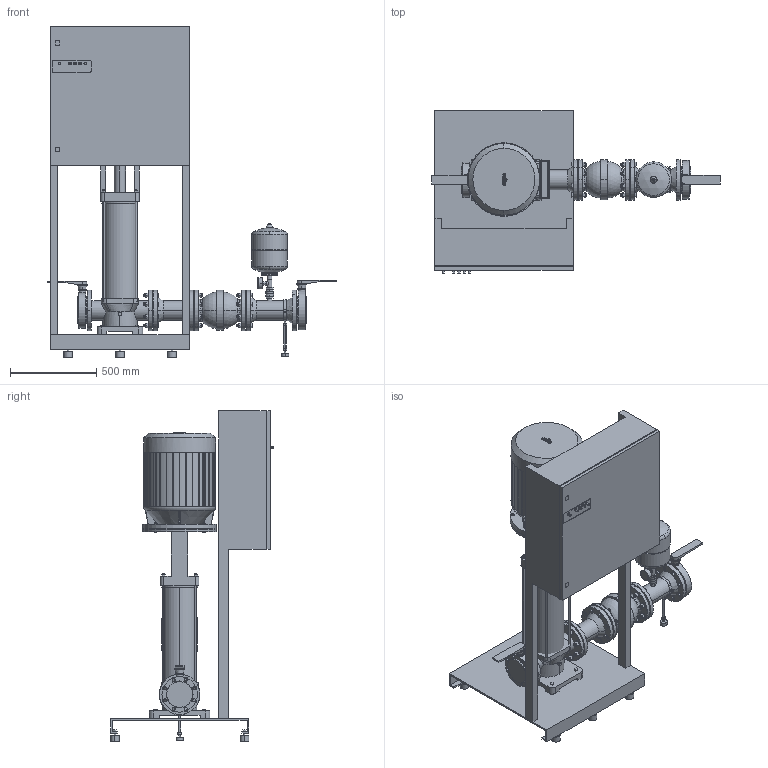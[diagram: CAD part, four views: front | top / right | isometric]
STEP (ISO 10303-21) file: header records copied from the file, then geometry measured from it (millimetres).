
FILE_DESCRIPTION((''),'2;1');
FILE_NAME('3d_FLA-1MVI7006_1PN16-2536589.stp','2013-07-05T14:13:27',(''),(''),'Mechanical Desktop 2009','Mechanical Desktop 2009',', , ');
FILE_SCHEMA(('CONFIG_CONTROL_DESIGN'));
Length unit declared in the file: millimetre
Products named in the file (1): Product
Bounding box: 1669 x 943 x 1910 mm (x, y, z)
Volume: 310339884.8 mm3; surface area: 9318774.1 mm2
Topology: 72 solids, 72 shells, 2064 faces, 4923 edges, 3205 vertices
Faces by surface type: bspline 705, plane 688, cylinder 521, cone 94, torus 42, sphere 14
Full cylindrical faces by diameter (mm): 114.3 x2, 205 x1, 225 x1
Entity records: 65646 total; most frequent: CARTESIAN_POINT 18271, ORIENTED_EDGE 9818, DIRECTION 9342, EDGE_CURVE 4909, VERTEX_POINT 3199, AXIS2_PLACEMENT_3D 3178, VECTOR 2986, LINE 2986
